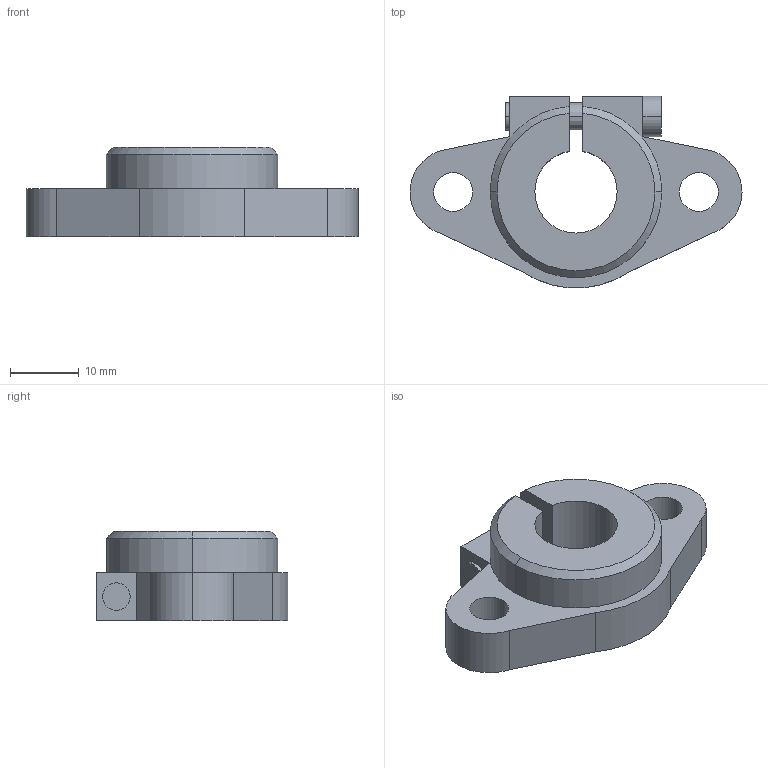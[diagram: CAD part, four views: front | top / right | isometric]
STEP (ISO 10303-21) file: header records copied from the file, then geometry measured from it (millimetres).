
FILE_DESCRIPTION(('STEP AP203'),'1');
FILE_NAME('SHF12.stp','2016-02-28T18:56:52',(' '),(' '),'Spatial InterOp 3D',' ',' ');
FILE_SCHEMA(('CONFIG_CONTROL_DESIGN'));
Length unit declared in the file: millimetre
Products named in the file (2): 1; 2
Bounding box: 48.4 x 27.92 x 13 mm (x, y, z)
Volume: 7348.4 mm3; surface area: 4198.5 mm2
Topology: 2 solids, 2 shells, 51 faces, 131 edges, 86 vertices
Faces by surface type: cylinder 23, plane 23, cone 5
Entity records: 1666 total; most frequent: DIRECTION 286, CARTESIAN_POINT 274, ORIENTED_EDGE 262, EDGE_CURVE 131, AXIS2_PLACEMENT_3D 104, VERTEX_POINT 86, LINE 78, VECTOR 78
